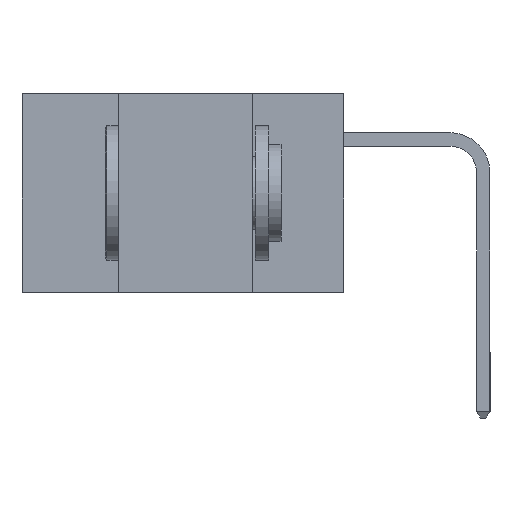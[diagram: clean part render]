
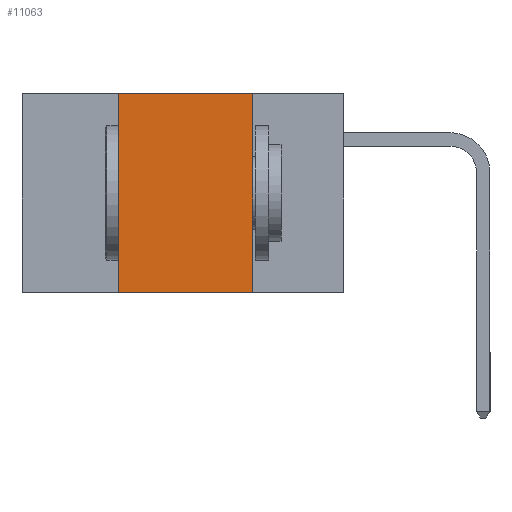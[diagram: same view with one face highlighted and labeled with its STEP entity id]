
A CAD part, left-side view. The second image highlights one B-rep face of the part: STEP entity #11063.
In plain terms, the highlighted planar face has unit normal (-1, 0, 0).
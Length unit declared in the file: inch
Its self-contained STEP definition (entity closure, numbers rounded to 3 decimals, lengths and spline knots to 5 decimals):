
#1788 = CARTESIAN_POINT ( 'NONE',  ( 0., 0.6, -0.37 ) ) ;
#2798 = VECTOR ( 'NONE', #14584, 39.37008 ) ;
#4197 = EDGE_CURVE ( 'NONE', #12988, #22376, #20894, .T. ) ;
#4811 = ORIENTED_EDGE ( 'NONE', *, *, #10227, .F. ) ;
#5809 = ORIENTED_EDGE ( 'NONE', *, *, #11319, .T. ) ;
#8135 = DIRECTION ( 'NONE',  ( 1., 0., 0. ) ) ;
#8357 = VECTOR ( 'NONE', #11428, 39.37008 ) ;
#8361 = EDGE_CURVE ( 'NONE', #23402, #18119, #25591, .T. ) ;
#8530 = ORIENTED_EDGE ( 'NONE', *, *, #8361, .F. ) ;
#10022 = AXIS2_PLACEMENT_3D ( 'NONE', #18435, #8135, #16278 ) ;
#10144 = FACE_OUTER_BOUND ( 'NONE', #14485, .T. ) ;
#10227 = EDGE_CURVE ( 'NONE', #18119, #12988, #17873, .T. ) ;
#10644 = CARTESIAN_POINT ( 'NONE',  ( 0., 0.42, 0. ) ) ;
#11063 = ADVANCED_FACE ( 'NONE', ( #10144 ), #18317, .F. ) ;
#11319 = EDGE_CURVE ( 'NONE', #23402, #22376, #24243, .T. ) ;
#11428 = DIRECTION ( 'NONE',  ( 0., 0., 1. ) ) ;
#12277 = CARTESIAN_POINT ( 'NONE',  ( 0., 0.17, -0.37 ) ) ;
#12988 = VERTEX_POINT ( 'NONE', #19336 ) ;
#13654 = CARTESIAN_POINT ( 'NONE',  ( 0., 0.42, -0.37 ) ) ;
#14346 = ORIENTED_EDGE ( 'NONE', *, *, #4197, .F. ) ;
#14485 = EDGE_LOOP ( 'NONE', ( #14346, #4811, #8530, #5809 ) ) ;
#14584 = DIRECTION ( 'NONE',  ( 0., -1., 0. ) ) ;
#16278 = DIRECTION ( 'NONE',  ( 0., 0., -1. ) ) ;
#16492 = VECTOR ( 'NONE', #22538, 39.37008 ) ;
#16810 = VECTOR ( 'NONE', #26144, 39.37008 ) ;
#17873 = LINE ( 'NONE', #24236, #16810 ) ;
#18119 = VERTEX_POINT ( 'NONE', #10644 ) ;
#18317 = PLANE ( 'NONE',  #10022 ) ;
#18435 = CARTESIAN_POINT ( 'NONE',  ( 0., 0.6, 0. ) ) ;
#19336 = CARTESIAN_POINT ( 'NONE',  ( 0., 0.17, 0. ) ) ;
#20894 = LINE ( 'NONE', #12277, #16492 ) ;
#22376 = VERTEX_POINT ( 'NONE', #25480 ) ;
#22538 = DIRECTION ( 'NONE',  ( 0., 0., -1. ) ) ;
#23402 = VERTEX_POINT ( 'NONE', #13654 ) ;
#24236 = CARTESIAN_POINT ( 'NONE',  ( 0., 0.6, 0. ) ) ;
#24243 = LINE ( 'NONE', #1788, #2798 ) ;
#25480 = CARTESIAN_POINT ( 'NONE',  ( 0., 0.17, -0.37 ) ) ;
#25591 = LINE ( 'NONE', #25854, #8357 ) ;
#25854 = CARTESIAN_POINT ( 'NONE',  ( 0., 0.42, -0.37 ) ) ;
#26144 = DIRECTION ( 'NONE',  ( 0., -1., 0. ) ) ;
